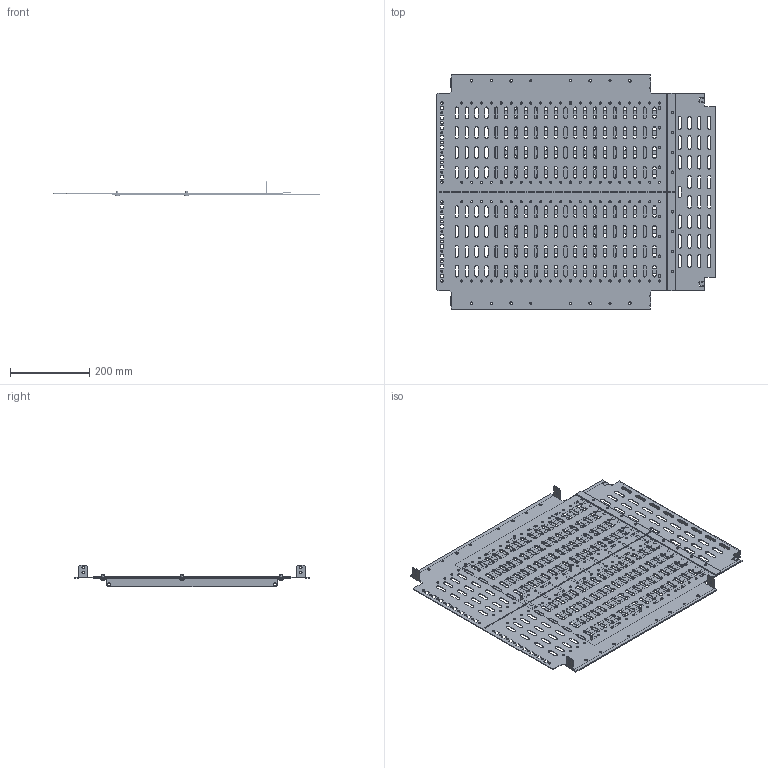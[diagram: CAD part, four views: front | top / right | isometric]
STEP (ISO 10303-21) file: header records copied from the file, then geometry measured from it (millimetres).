
FILE_DESCRIPTION (( 'STEP AP203' ), '1' );
FILE_NAME ('FO-00-SWMP-060-060 FORMAT Ïåðåãîðîäêà ñåêö. ìîíò. ïàíåëè çàäíÿÿ 600õ600 IEK.STEP', '2024-07-09T11:23:24', ( '' ), ( '' ), 'SwSTEP 2.0', 'SolidWorks 2022', '' );
FILE_SCHEMA (( 'CONFIG_CONTROL_DESIGN' ));
Products named in the file (1): FO-00-SWMP-060-060 FORMAT Перегородка секц. монт. панели задняя 600х600 IEK
Bounding box: 704 x 593.6 x 55.5 mm (x, y, z)
Volume: 841376 mm3; surface area: 1144141 mm2
Topology: 8 solids, 8 shells, 2668 faces, 7878 edges, 5236 vertices
Faces by surface type: cylinder 1420, plane 1200, cone 24, torus 24
Entity records: 92429 total; most frequent: DIRECTION 16128, CARTESIAN_POINT 15783, ORIENTED_EDGE 15756, EDGE_CURVE 7878, AXIS2_PLACEMENT_3D 5581, VERTEX_POINT 5236, LINE 4966, VECTOR 4966
